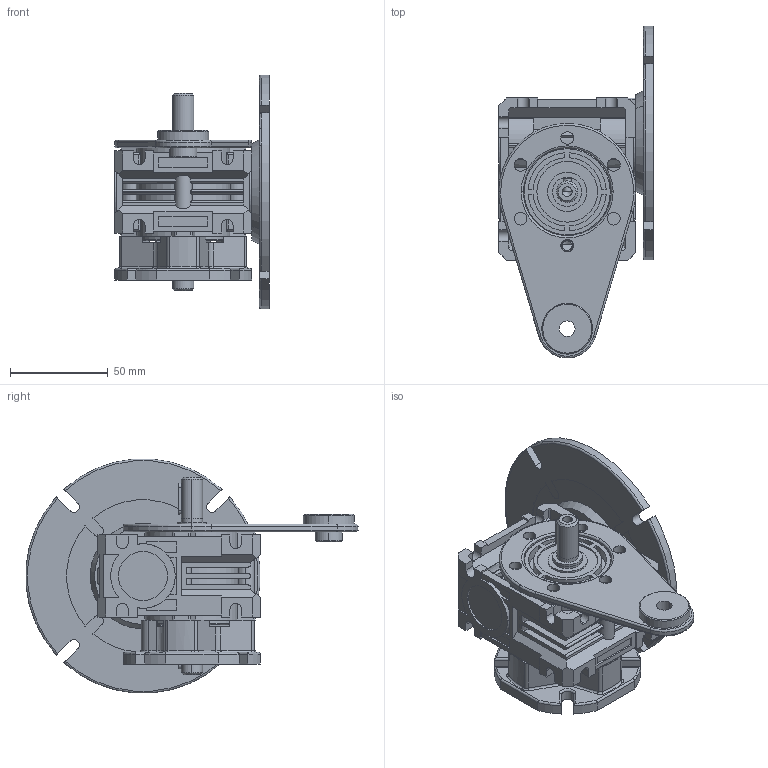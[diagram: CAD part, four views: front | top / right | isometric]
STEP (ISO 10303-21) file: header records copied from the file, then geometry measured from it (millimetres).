
FILE_DESCRIPTION (( 'STEP AP214' ), '1' );
FILE_NAME ('MK 25 (KEMO).STEP', '2009-04-29T08:13:30', ( 'Enginy' ), ( 'Usuario' ), 'SwSTEP 2.0', 'SolidWorks 2009', '' );
FILE_SCHEMA (( 'AUTOMOTIVE_DESIGN' ));
Length unit declared in the file: millimetre
Products named in the file (8): Campana MK-25B; Brida motor 56 B14 (MK25); Cuerpo MK 25; Eje doble MK-25; Brazo de reaccion MK-25; Brida motor 56 B5 (MK25); Eje simple MK-25; MK 25 (KEMO)
Assembly tree (7 placements, depth 2):
  MK 25 (KEMO)
    Brida motor 56 B5 (MK25)
    Eje doble MK-25
    Brazo de reaccion MK-25
    Campana MK-25B
    Eje simple MK-25
    Cuerpo MK 25
    Brida motor 56 B14 (MK25)
Bounding box: 79 x 169.74 x 119.6 mm (x, y, z)
Volume: 320988.3 mm3; surface area: 119057.9 mm2
Topology: 8 solids, 13 shells, 1127 faces, 2929 edges, 1877 vertices
Faces by surface type: plane 552, cylinder 484, torus 50, cone 41
Entity records: 46254 total; most frequent: CARTESIAN_POINT 7261, DIRECTION 5935, ORIENTED_EDGE 5820, EDGE_CURVE 2910, AXIS2_PLACEMENT_3D 2061, VERTEX_POINT 1877, VECTOR 1813, LINE 1813
